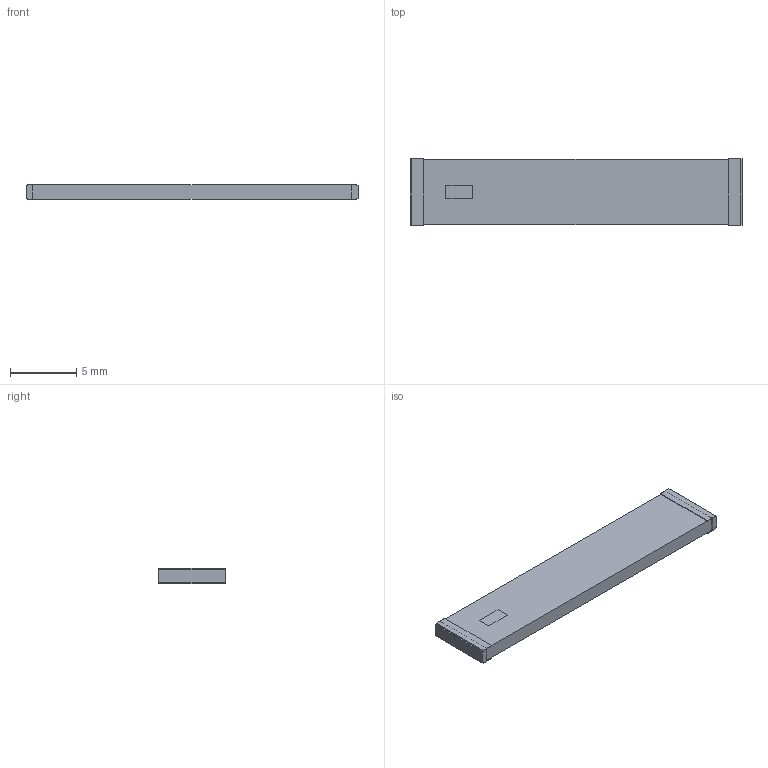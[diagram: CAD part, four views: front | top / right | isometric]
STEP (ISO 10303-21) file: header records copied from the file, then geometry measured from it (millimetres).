
FILE_DESCRIPTION( ( 'Unknown' ), '1' );
FILE_NAME( '7488910043.stp', 'Unknown', ( 'Unknown' ), ( 'Unknown' ), 'XStep 1.0', 'Unknown', ' ' );
FILE_SCHEMA( ( 'automotive_design' ) );
Length unit declared in the file: millimetre
Products named in the file (5): Assem1; Antenna; direction_marking; pad
Bounding box: 25 x 5 x 1.2 mm (x, y, z)
Surface area: 736.8 mm2
Topology: 8 solids, 8 shells, 90 faces, 216 edges, 144 vertices
Faces by surface type: plane 90
Entity records: 1592 total; most frequent: CARTESIAN_POINT 230, ORIENTED_EDGE 216, DIRECTION 208, EDGE_CURVE 108, LINE 108, VECTOR 108, VERTEX_POINT 72, AXIS2_PLACEMENT_3D 50
